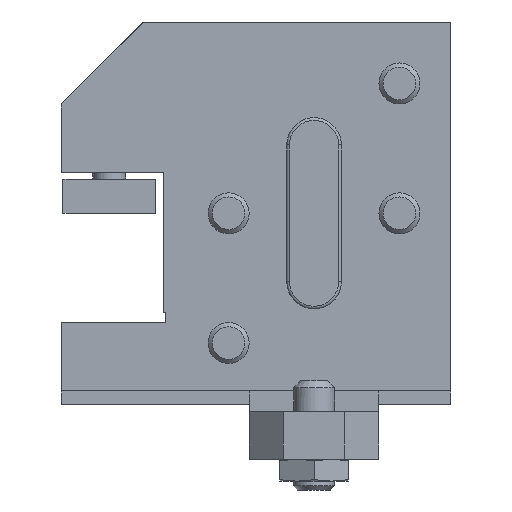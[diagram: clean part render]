
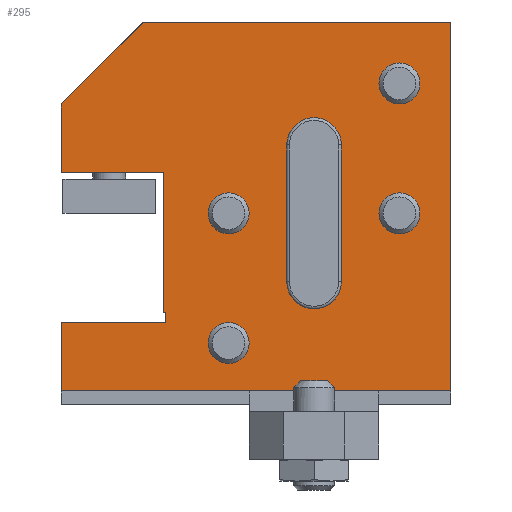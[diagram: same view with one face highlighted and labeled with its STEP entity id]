
A CAD part, left-side view. The second image highlights one B-rep face of the part: STEP entity #295.
In plain terms, the highlighted planar face has unit normal (-1, 0, 0).
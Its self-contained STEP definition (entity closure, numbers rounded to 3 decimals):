
#120=FACE_BOUND('',#552,.T.);
#121=FACE_BOUND('',#553,.T.);
#122=FACE_BOUND('',#554,.T.);
#123=FACE_BOUND('',#555,.T.);
#124=FACE_BOUND('',#556,.T.);
#125=FACE_BOUND('',#557,.T.);
#212=PLANE('',#2181);
#295=ADVANCED_FACE('',(#120,#121,#122,#123,#124,#125),#212,.F.);
#552=EDGE_LOOP('',(#880,#881,#882,#883));
#553=EDGE_LOOP('',(#884));
#554=EDGE_LOOP('',(#885));
#555=EDGE_LOOP('',(#886));
#556=EDGE_LOOP('',(#887));
#557=EDGE_LOOP('',(#888,#889,#890,#891,#892,#893,#894,#895,#896,#897,#898));
#720=CIRCLE('',#2154,4.);
#722=CIRCLE('',#2157,4.);
#727=CIRCLE('',#2177,3.);
#728=CIRCLE('',#2178,3.);
#729=CIRCLE('',#2179,3.);
#730=CIRCLE('',#2180,3.);
#880=ORIENTED_EDGE('',*,*,#1565,.F.);
#881=ORIENTED_EDGE('',*,*,#1625,.T.);
#882=ORIENTED_EDGE('',*,*,#1561,.F.);
#883=ORIENTED_EDGE('',*,*,#1626,.F.);
#884=ORIENTED_EDGE('',*,*,#1627,.T.);
#885=ORIENTED_EDGE('',*,*,#1628,.T.);
#886=ORIENTED_EDGE('',*,*,#1629,.T.);
#887=ORIENTED_EDGE('',*,*,#1630,.T.);
#888=ORIENTED_EDGE('',*,*,#1631,.T.);
#889=ORIENTED_EDGE('',*,*,#1632,.T.);
#890=ORIENTED_EDGE('',*,*,#1593,.F.);
#891=ORIENTED_EDGE('',*,*,#1584,.T.);
#892=ORIENTED_EDGE('',*,*,#1633,.T.);
#893=ORIENTED_EDGE('',*,*,#1616,.T.);
#894=ORIENTED_EDGE('',*,*,#1634,.T.);
#895=ORIENTED_EDGE('',*,*,#1635,.T.);
#896=ORIENTED_EDGE('',*,*,#1636,.T.);
#897=ORIENTED_EDGE('',*,*,#1637,.T.);
#898=ORIENTED_EDGE('',*,*,#1638,.T.);
#1368=VERTEX_POINT('',#2987);
#1369=VERTEX_POINT('',#2989);
#1372=VERTEX_POINT('',#2996);
#1373=VERTEX_POINT('',#2998);
#1391=VERTEX_POINT('',#3037);
#1392=VERTEX_POINT('',#3039);
#1399=VERTEX_POINT('',#3057);
#1417=VERTEX_POINT('',#3100);
#1418=VERTEX_POINT('',#3102);
#1423=VERTEX_POINT('',#3121);
#1424=VERTEX_POINT('',#3123);
#1425=VERTEX_POINT('',#3125);
#1426=VERTEX_POINT('',#3127);
#1427=VERTEX_POINT('',#3129);
#1428=VERTEX_POINT('',#3130);
#1429=VERTEX_POINT('',#3134);
#1430=VERTEX_POINT('',#3136);
#1431=VERTEX_POINT('',#3138);
#1432=VERTEX_POINT('',#3140);
#1561=EDGE_CURVE('',#1368,#1369,#720,.T.);
#1565=EDGE_CURVE('',#1372,#1373,#722,.T.);
#1584=EDGE_CURVE('',#1392,#1391,#1857,.T.);
#1593=EDGE_CURVE('',#1392,#1399,#1865,.T.);
#1616=EDGE_CURVE('',#1418,#1417,#1886,.T.);
#1625=EDGE_CURVE('',#1372,#1369,#1895,.T.);
#1626=EDGE_CURVE('',#1373,#1368,#1896,.T.);
#1627=EDGE_CURVE('',#1423,#1423,#727,.T.);
#1628=EDGE_CURVE('',#1424,#1424,#728,.T.);
#1629=EDGE_CURVE('',#1425,#1425,#729,.T.);
#1630=EDGE_CURVE('',#1426,#1426,#730,.T.);
#1631=EDGE_CURVE('',#1427,#1428,#1897,.T.);
#1632=EDGE_CURVE('',#1428,#1399,#1898,.T.);
#1633=EDGE_CURVE('',#1391,#1418,#1899,.T.);
#1634=EDGE_CURVE('',#1417,#1429,#1900,.T.);
#1635=EDGE_CURVE('',#1429,#1430,#1901,.T.);
#1636=EDGE_CURVE('',#1430,#1431,#1902,.T.);
#1637=EDGE_CURVE('',#1431,#1432,#1903,.T.);
#1638=EDGE_CURVE('',#1432,#1427,#1904,.T.);
#1857=LINE('',#3038,#2013);
#1865=LINE('',#3056,#2021);
#1886=LINE('',#3101,#2042);
#1895=LINE('',#3118,#2051);
#1896=LINE('',#3119,#2052);
#1897=LINE('',#3128,#2053);
#1898=LINE('',#3131,#2054);
#1899=LINE('',#3132,#2055);
#1900=LINE('',#3133,#2056);
#1901=LINE('',#3135,#2057);
#1902=LINE('',#3137,#2058);
#1903=LINE('',#3139,#2059);
#1904=LINE('',#3141,#2060);
#2013=VECTOR('',#2420,1.);
#2021=VECTOR('',#2434,1.);
#2042=VECTOR('',#2465,1.);
#2051=VECTOR('',#2480,1.);
#2052=VECTOR('',#2481,1.);
#2053=VECTOR('',#2490,1.);
#2054=VECTOR('',#2491,1.);
#2055=VECTOR('',#2492,1.);
#2056=VECTOR('',#2493,1.);
#2057=VECTOR('',#2494,1.);
#2058=VECTOR('',#2495,1.);
#2059=VECTOR('',#2496,1.);
#2060=VECTOR('',#2497,1.);
#2154=AXIS2_PLACEMENT_3D('',#2988,#2381,#2382);
#2157=AXIS2_PLACEMENT_3D('',#2997,#2389,#2390);
#2177=AXIS2_PLACEMENT_3D('',#3120,#2482,#2483);
#2178=AXIS2_PLACEMENT_3D('',#3122,#2484,#2485);
#2179=AXIS2_PLACEMENT_3D('',#3124,#2486,#2487);
#2180=AXIS2_PLACEMENT_3D('',#3126,#2488,#2489);
#2181=AXIS2_PLACEMENT_3D('',#3142,#2498,#2499);
#2381=DIRECTION('',(-1.,0.,0.));
#2382=DIRECTION('',(0.,0.,-1.));
#2389=DIRECTION('',(-1.,0.,0.));
#2390=DIRECTION('',(0.,0.,-1.));
#2420=DIRECTION('',(0.,1.,0.));
#2434=DIRECTION('',(0.,0.,-1.));
#2465=DIRECTION('',(0.,0.,-1.));
#2480=DIRECTION('',(0.,0.,-1.));
#2481=DIRECTION('',(0.,0.,-1.));
#2482=DIRECTION('',(1.,0.,0.));
#2483=DIRECTION('',(0.,0.,-1.));
#2484=DIRECTION('',(1.,0.,0.));
#2485=DIRECTION('',(0.,0.,-1.));
#2486=DIRECTION('',(1.,0.,0.));
#2487=DIRECTION('',(0.,0.,-1.));
#2488=DIRECTION('',(1.,0.,0.));
#2489=DIRECTION('',(0.,0.,-1.));
#2490=DIRECTION('',(0.,0.,-1.));
#2491=DIRECTION('',(0.,-1.,0.));
#2492=DIRECTION('',(0.,0.707,-0.707));
#2493=DIRECTION('',(0.,-1.,0.));
#2494=DIRECTION('',(0.,0.,-1.));
#2495=DIRECTION('',(0.,-1.,0.));
#2496=DIRECTION('',(0.,0.,-1.));
#2497=DIRECTION('',(0.,1.,0.));
#2498=DIRECTION('',(1.,0.,0.));
#2499=DIRECTION('',(0.,0.,1.));
#2987=CARTESIAN_POINT('',(0.,-18.,-10.));
#2988=CARTESIAN_POINT('',(0.,-22.,-10.));
#2989=CARTESIAN_POINT('',(0.,-26.,-10.));
#2996=CARTESIAN_POINT('',(0.,-26.,10.));
#2997=CARTESIAN_POINT('',(0.,-22.,10.));
#2998=CARTESIAN_POINT('',(0.,-18.,10.));
#3037=CARTESIAN_POINT('',(0.,3.,28.));
#3038=CARTESIAN_POINT('',(0.,-42.,28.));
#3039=CARTESIAN_POINT('',(0.,-42.,28.));
#3056=CARTESIAN_POINT('',(0.,-42.,28.));
#3057=CARTESIAN_POINT('',(0.,-42.,-26.));
#3100=CARTESIAN_POINT('',(0.,15.,6.));
#3101=CARTESIAN_POINT('',(0.,15.,28.));
#3102=CARTESIAN_POINT('',(0.,15.,16.));
#3118=CARTESIAN_POINT('',(0.,-26.,0.));
#3119=CARTESIAN_POINT('',(0.,-18.,0.));
#3120=CARTESIAN_POINT('',(0.,-9.5,0.));
#3121=CARTESIAN_POINT('',(0.,-9.5,-3.));
#3122=CARTESIAN_POINT('',(0.,-9.5,-19.));
#3123=CARTESIAN_POINT('',(0.,-9.5,-22.));
#3124=CARTESIAN_POINT('',(0.,-34.5,0.));
#3125=CARTESIAN_POINT('',(0.,-34.5,-3.));
#3126=CARTESIAN_POINT('',(0.,-34.5,19.));
#3127=CARTESIAN_POINT('',(0.,-34.5,16.));
#3128=CARTESIAN_POINT('',(0.,15.,28.));
#3129=CARTESIAN_POINT('',(0.,15.,-16.));
#3130=CARTESIAN_POINT('',(0.,15.,-26.));
#3131=CARTESIAN_POINT('',(0.,15.,-26.));
#3132=CARTESIAN_POINT('',(0.,3.,28.));
#3133=CARTESIAN_POINT('',(0.,-42.,6.));
#3134=CARTESIAN_POINT('',(0.,0.,6.));
#3135=CARTESIAN_POINT('',(0.,0.,28.));
#3136=CARTESIAN_POINT('',(0.,0.,-14.5));
#3137=CARTESIAN_POINT('',(0.,-42.,-14.5));
#3138=CARTESIAN_POINT('',(0.,-0.3,-14.5));
#3139=CARTESIAN_POINT('',(0.,-0.3,28.));
#3140=CARTESIAN_POINT('',(0.,-0.3,-16.));
#3141=CARTESIAN_POINT('',(0.,-42.,-16.));
#3142=CARTESIAN_POINT('',(0.,-42.,28.));
